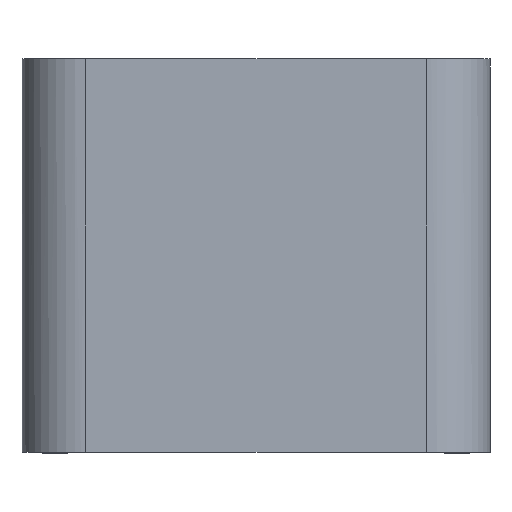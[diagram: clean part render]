
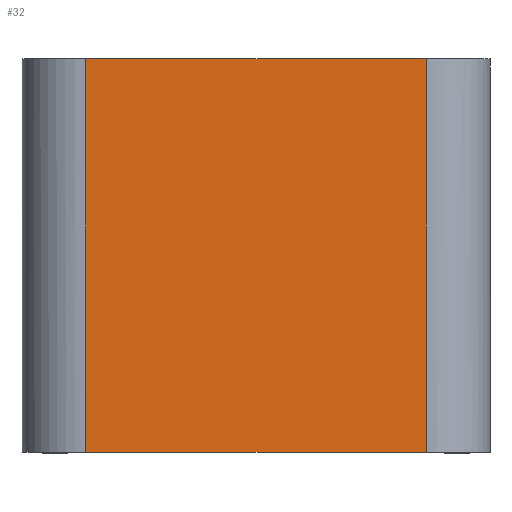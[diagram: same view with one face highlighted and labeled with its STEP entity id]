
A CAD part, top view. The second image highlights one B-rep face of the part: STEP entity #32.
In plain terms, the highlighted planar face has unit normal (0, 0, 1).
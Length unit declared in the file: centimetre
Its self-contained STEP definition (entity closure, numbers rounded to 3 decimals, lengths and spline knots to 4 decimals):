
#32=ADVANCED_FACE($,(#58),#377,.T.);
#58=FACE_OUTER_BOUND($,#84,.T.);
#84=EDGE_LOOP($,(#164,#165,#166,#167));
#164=ORIENTED_EDGE($,*,*,#291,.T.);
#165=ORIENTED_EDGE($,*,*,#292,.T.);
#166=ORIENTED_EDGE($,*,*,#293,.T.);
#167=ORIENTED_EDGE($,*,*,#289,.F.);
#289=EDGE_CURVE($,#344,#345,#407,.T.);
#291=EDGE_CURVE($,#344,#346,#446,.T.);
#292=EDGE_CURVE($,#346,#347,#447,.T.);
#293=EDGE_CURVE($,#347,#345,#448,.T.);
#344=VERTEX_POINT($,#866);
#345=VERTEX_POINT($,#867);
#346=VERTEX_POINT($,#868);
#347=VERTEX_POINT($,#869);
#377=PLANE($,#551);
#407=(
BOUNDED_CURVE()
B_SPLINE_CURVE(1,(#699,#700),.UNSPECIFIED.,.F.,.F.)
B_SPLINE_CURVE_WITH_KNOTS((2,2),(40.,440.),.UNSPECIFIED.)
CURVE()
GEOMETRIC_REPRESENTATION_ITEM()
RATIONAL_B_SPLINE_CURVE((1.,1.))
REPRESENTATION_ITEM($)
);
#446=B_SPLINE_CURVE_WITH_KNOTS($,1,(#704,#705),.UNSPECIFIED.,.F.,.F.,(2,
2),(0.,345.8546),.UNSPECIFIED.);
#447=B_SPLINE_CURVE_WITH_KNOTS($,1,(#706,#707),.UNSPECIFIED.,.F.,.F.,(2,
2),(0.,400.),.UNSPECIFIED.);
#448=B_SPLINE_CURVE_WITH_KNOTS($,1,(#708,#709),.UNSPECIFIED.,.F.,.F.,(2,
2),(-345.8546,0.),.UNSPECIFIED.);
#551=AXIS2_PLACEMENT_3D($,#807,#568,$);
#568=DIRECTION($,(0.,0.,1.));
#699=CARTESIAN_POINT($,(41.6065,40.5558,55.5863));
#700=CARTESIAN_POINT($,(41.6065,0.5558,55.5863));
#704=CARTESIAN_POINT($,(41.6065,40.5558,55.5863));
#705=CARTESIAN_POINT($,(7.021,40.5558,55.5863));
#706=CARTESIAN_POINT($,(7.021,40.5558,55.5863));
#707=CARTESIAN_POINT($,(7.021,0.5558,55.5863));
#708=CARTESIAN_POINT($,(7.021,0.5558,55.5863));
#709=CARTESIAN_POINT($,(41.6065,0.5558,55.5863));
#807=CARTESIAN_POINT($,(41.6065,40.5558,55.5863));
#866=CARTESIAN_POINT($,(41.6065,40.5558,55.5863));
#867=CARTESIAN_POINT($,(41.6065,0.5558,55.5863));
#868=CARTESIAN_POINT($,(7.021,40.5558,55.5863));
#869=CARTESIAN_POINT($,(7.021,0.5558,55.5863));
